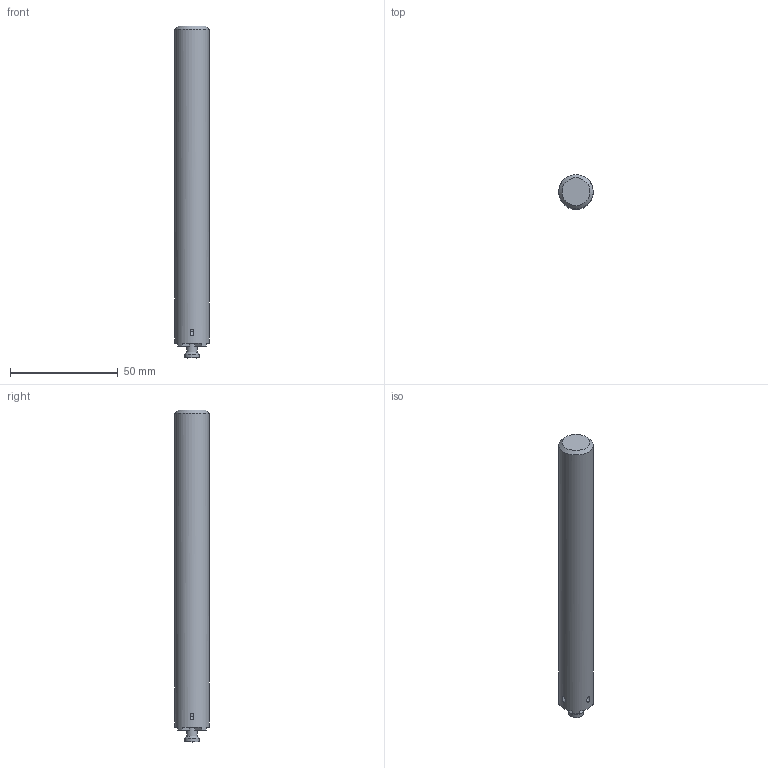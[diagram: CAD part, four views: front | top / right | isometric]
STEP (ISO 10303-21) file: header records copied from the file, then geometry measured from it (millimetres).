
FILE_DESCRIPTION(/* description */ (''),/* implementation_level */ '2;1');
FILE_NAME(/* name */ '335.14-1616.0-090-155-E_Detailed.stp',/* time_stamp */ '2024-08-09T13:51:15+05:00',/* author */ (''),/* organization */ (''),/* preprocessor_version */ 'ST-DEVELOPER v18.102',/* originating_system */ 'SIEMENS PLM Software NX2206.8101',/* authorisation */ '');
FILE_SCHEMA (('AUTOMOTIVE_DESIGN { 1 0 10303 214 3 1 1 1 }'));
Length unit declared in the file: millimetre
Products named in the file (1): 335.14-1616.0-090-155-E_step_stp_objects
Bounding box: 15.99 x 15.99 x 154.2 mm (x, y, z)
Volume: 29455.4 mm3; surface area: 8307.1 mm2
Topology: 1 solids, 4 shells, 60 faces, 150 edges, 105 vertices
Faces by surface type: plane 33, cylinder 13, cone 7, bspline 5, extrusion 2
Full cylindrical faces by diameter (mm): 1.8 x3, 5 x1, 6.1 x1, 6.9 x1, 15.994 x1
Entity records: 2525 total; most frequent: CARTESIAN_POINT 1183, ORIENTED_EDGE 262, DIRECTION 237, EDGE_CURVE 131, VERTEX_POINT 94, AXIS2_PLACEMENT_3D 85, EDGE_LOOP 75, VECTOR 67
